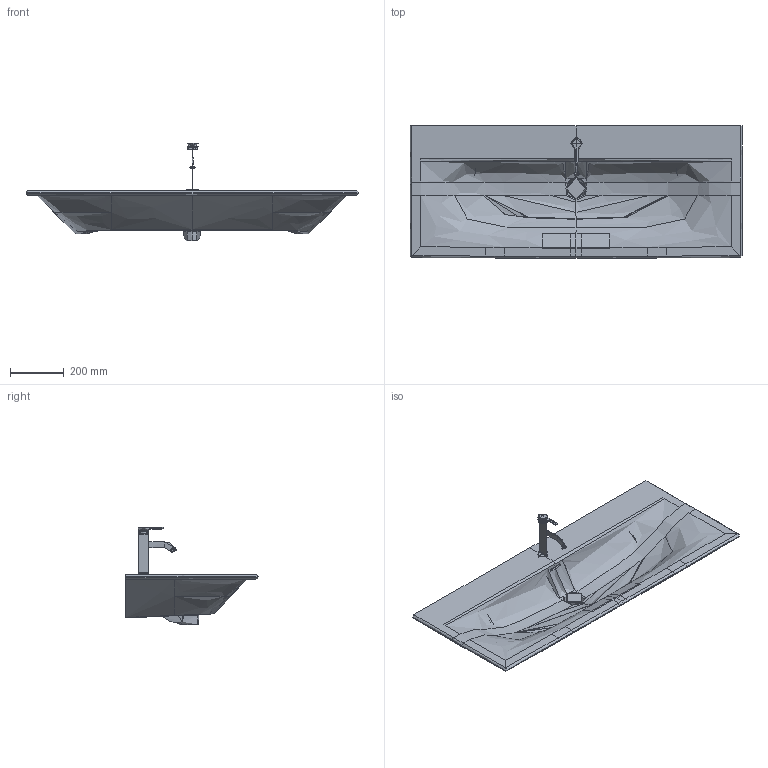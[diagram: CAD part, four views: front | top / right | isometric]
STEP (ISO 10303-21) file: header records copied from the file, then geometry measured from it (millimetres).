
FILE_DESCRIPTION(/* description */ (''),/* implementation_level */ '2;1');
FILE_NAME(/* name */ '234412_1HL',/* time_stamp */ '2019-02-19T15:15:45+01:00',/* author */ (''),/* organization */ (''),/* preprocessor_version */ 'ST-DEVELOPER v15',/* originating_system */ '',/* authorisation */ '');
FILE_SCHEMA (('AUTOMOTIVE_DESIGN'));
Products named in the file (1): Document
Bounding box: 1230 x 490 x 359.94 mm (x, y, z)
Volume: 25974313.2 mm3; surface area: 1820607.9 mm2
Topology: 10 solids, 36 shells, 920 faces, 2515 edges, 1551 vertices
Faces by surface type: bspline 920
Entity records: 155602 total; most frequent: CARTESIAN_POINT 126337, B_SPLINE_CURVE_WITH_KNOTS 5724, ORIENTED_EDGE 4584, PCURVE 4584, DEFINITIONAL_REPRESENTATION 4584, SURFACE_CURVE 2446, EDGE_CURVE 2446, VERTEX_POINT 1544
